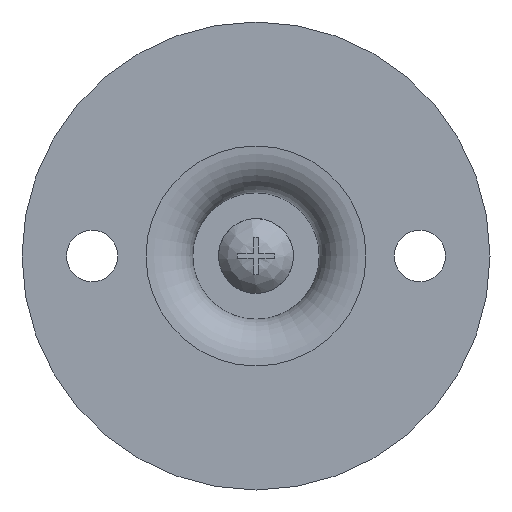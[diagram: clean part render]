
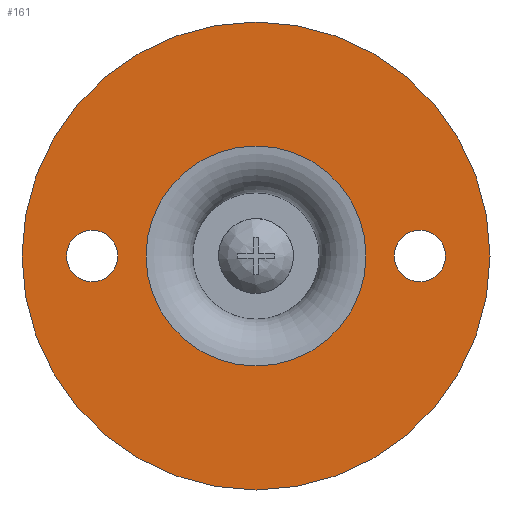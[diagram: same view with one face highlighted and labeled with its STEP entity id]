
A CAD part, front view. The second image highlights one B-rep face of the part: STEP entity #161.
In plain terms, the highlighted planar face has unit normal (0, -1, 0).
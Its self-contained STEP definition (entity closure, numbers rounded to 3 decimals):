
#161 = ADVANCED_FACE( '', ( #332, #333, #334, #335 ), #336, .F. );
#332 = FACE_BOUND( '', #533, .T. );
#333 = FACE_BOUND( '', #534, .T. );
#334 = FACE_OUTER_BOUND( '', #535, .T. );
#335 = FACE_BOUND( '', #536, .T. );
#336 = PLANE( '', #537 );
#533 = EDGE_LOOP( '', ( #903 ) );
#534 = EDGE_LOOP( '', ( #904 ) );
#535 = EDGE_LOOP( '', ( #905 ) );
#536 = EDGE_LOOP( '', ( #906 ) );
#537 = AXIS2_PLACEMENT_3D( '', #907, #908, #909 );
#903 = ORIENTED_EDGE( '', *, *, #1055, .F. );
#904 = ORIENTED_EDGE( '', *, *, #923, .F. );
#905 = ORIENTED_EDGE( '', *, *, #1037, .T. );
#906 = ORIENTED_EDGE( '', *, *, #968, .T. );
#907 = CARTESIAN_POINT( '', ( 25., 0., 0. ) );
#908 = DIRECTION( '', ( 0., 1., 0. ) );
#909 = DIRECTION( '', ( 0., 0., 1. ) );
#923 = EDGE_CURVE( '', #1069, #1069, #1070, .F. );
#968 = EDGE_CURVE( '', #1142, #1142, #1143, .T. );
#1037 = EDGE_CURVE( '', #1239, #1239, #1240, .T. );
#1055 = EDGE_CURVE( '', #1259, #1259, #1260, .T. );
#1069 = VERTEX_POINT( '', #1286 );
#1070 = CIRCLE( '', #1287, 2.75 );
#1142 = VERTEX_POINT( '', #1426 );
#1143 = CIRCLE( '', #1427, 2.75 );
#1239 = VERTEX_POINT( '', #1621 );
#1240 = CIRCLE( '', #1622, 25. );
#1259 = VERTEX_POINT( '', #1658 );
#1260 = CIRCLE( '', #1659, 11.75 );
#1286 = CARTESIAN_POINT( '', ( 17.5, 0., 2.75 ) );
#1287 = AXIS2_PLACEMENT_3D( '', #1667, #1668, #1669 );
#1426 = CARTESIAN_POINT( '', ( -14.75, 0., 0. ) );
#1427 = AXIS2_PLACEMENT_3D( '', #1710, #1711, #1712 );
#1621 = CARTESIAN_POINT( '', ( 0., 0., -25. ) );
#1622 = AXIS2_PLACEMENT_3D( '', #1766, #1767, #1768 );
#1658 = CARTESIAN_POINT( '', ( 0., 0., -11.75 ) );
#1659 = AXIS2_PLACEMENT_3D( '', #1772, #1773, #1774 );
#1667 = CARTESIAN_POINT( '', ( 17.5, 0., 0. ) );
#1668 = DIRECTION( '', ( 0., 1., 0. ) );
#1669 = DIRECTION( '', ( 0., 0., 1. ) );
#1710 = CARTESIAN_POINT( '', ( -17.5, 0., 0. ) );
#1711 = DIRECTION( '', ( 0., 1., 0. ) );
#1712 = DIRECTION( '', ( 1., 0., 0. ) );
#1766 = CARTESIAN_POINT( '', ( 0., 0., 0. ) );
#1767 = DIRECTION( '', ( 0., -1., 0. ) );
#1768 = DIRECTION( '', ( 0., 0., -1. ) );
#1772 = CARTESIAN_POINT( '', ( 0., 0., 0. ) );
#1773 = DIRECTION( '', ( 0., -1., 0. ) );
#1774 = DIRECTION( '', ( 0., 0., -1. ) );
